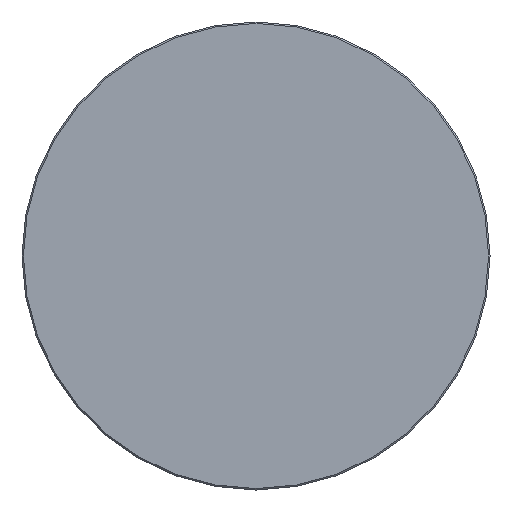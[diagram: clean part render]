
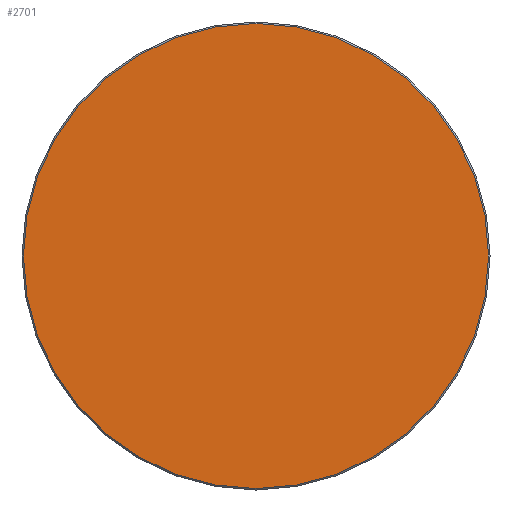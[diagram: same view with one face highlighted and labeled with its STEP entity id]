
A CAD part, left-side view. The second image highlights one B-rep face of the part: STEP entity #2701.
In plain terms, the highlighted planar face has unit normal (-1, 0, 0).
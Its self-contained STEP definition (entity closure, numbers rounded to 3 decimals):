
#134 = DIRECTION ( 'NONE',  ( 0., 0., -1. ) ) ;
#195 = EDGE_CURVE ( 'NONE', #279, #453, #1107, .T. ) ;
#279 = VERTEX_POINT ( 'NONE', #2722 ) ;
#426 = ORIENTED_EDGE ( 'NONE', *, *, #195, .T. ) ;
#453 = VERTEX_POINT ( 'NONE', #1018 ) ;
#540 = ORIENTED_EDGE ( 'NONE', *, *, #1383, .T. ) ;
#563 = DIRECTION ( 'NONE',  ( -1., 0., 0. ) ) ;
#582 = PLANE ( 'NONE',  #2483 ) ;
#655 = EDGE_LOOP ( 'NONE', ( #426, #540 ) ) ;
#885 = AXIS2_PLACEMENT_3D ( 'NONE', #2041, #2270, #1615 ) ;
#1018 = CARTESIAN_POINT ( 'NONE',  ( 110., 0., 31.8 ) ) ;
#1051 = CARTESIAN_POINT ( 'NONE',  ( 110., 0., 0. ) ) ;
#1107 = CIRCLE ( 'NONE', #2139, 31.8 ) ;
#1270 = CIRCLE ( 'NONE', #885, 31.8 ) ;
#1291 = FACE_OUTER_BOUND ( 'NONE', #655, .T. ) ;
#1383 = EDGE_CURVE ( 'NONE', #453, #279, #1270, .T. ) ;
#1408 = CARTESIAN_POINT ( 'NONE',  ( 110., 0., 0. ) ) ;
#1428 = DIRECTION ( 'NONE',  ( 0., 0., -1. ) ) ;
#1615 = DIRECTION ( 'NONE',  ( 0., 0., -1. ) ) ;
#2041 = CARTESIAN_POINT ( 'NONE',  ( 110., 0., 0. ) ) ;
#2139 = AXIS2_PLACEMENT_3D ( 'NONE', #1408, #563, #134 ) ;
#2270 = DIRECTION ( 'NONE',  ( -1., 0., 0. ) ) ;
#2483 = AXIS2_PLACEMENT_3D ( 'NONE', #1051, #2749, #1428 ) ;
#2701 = ADVANCED_FACE ( 'NONE', ( #1291 ), #582, .F. ) ;
#2722 = CARTESIAN_POINT ( 'NONE',  ( 110., 0., -31.8 ) ) ;
#2749 = DIRECTION ( 'NONE',  ( 1., 0., 0. ) ) ;
